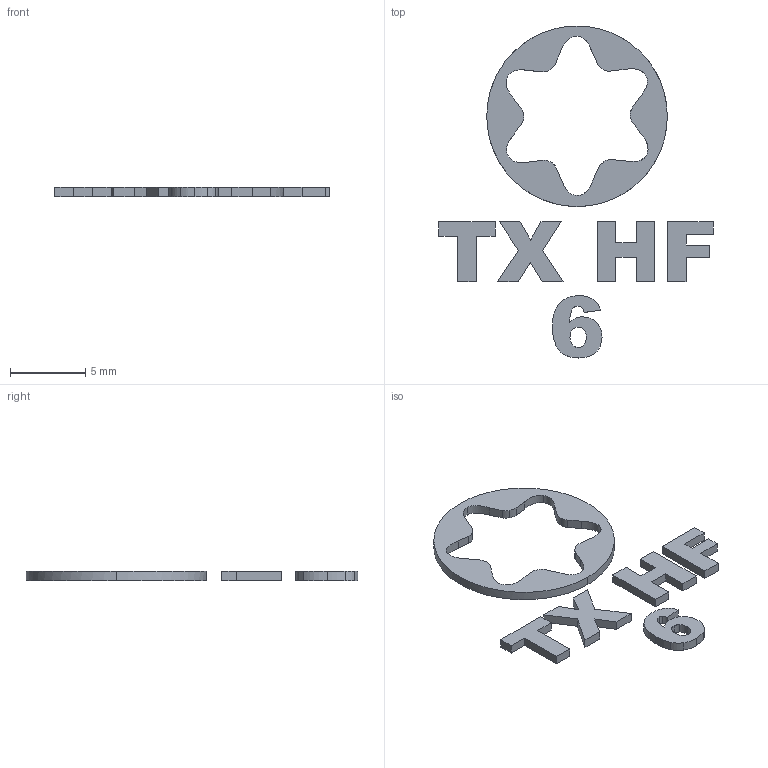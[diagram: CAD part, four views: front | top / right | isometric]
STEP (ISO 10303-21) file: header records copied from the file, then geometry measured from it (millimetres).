
FILE_DESCRIPTION(/* description */ (''),/* implementation_level */ '2;1');
FILE_NAME(/* name */ 'TX HF 6.step',/* time_stamp */ '2023-03-31T17:59:05+02:00',/* author */ (''),/* organization */ (''),/* preprocessor_version */ 'ST-DEVELOPER v19.2',/* originating_system */ 'Autodesk Translation Framework v11.17.0.187',/* authorisation */ '');
FILE_SCHEMA (('AUTOMOTIVE_DESIGN { 1 0 10303 214 3 1 1 }'));
Length unit declared in the file: millimetre
Products named in the file (1): TX HF 6
Bounding box: 18.25 x 22.07 x 0.6 mm (x, y, z)
Volume: 58.4 mm3; surface area: 296.6 mm2
Topology: 6 solids, 6 shells, 128 faces, 348 edges, 232 vertices
Faces by surface type: bspline 67, plane 61
Entity records: 4378 total; most frequent: CARTESIAN_POINT 1688, ORIENTED_EDGE 696, EDGE_CURVE 348, DIRECTION 338, VERTEX_POINT 232, LINE 214, VECTOR 214, EDGE_LOOP 132
